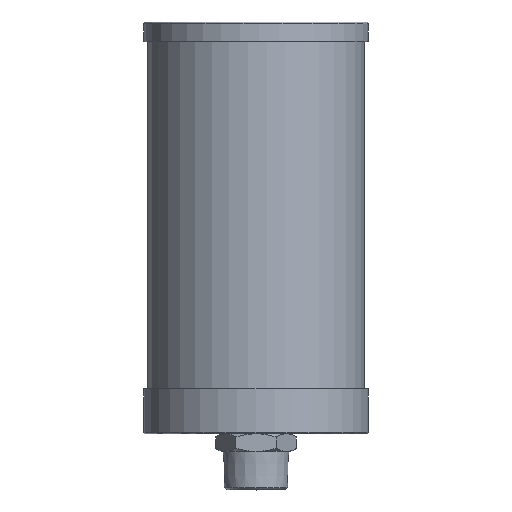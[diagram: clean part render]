
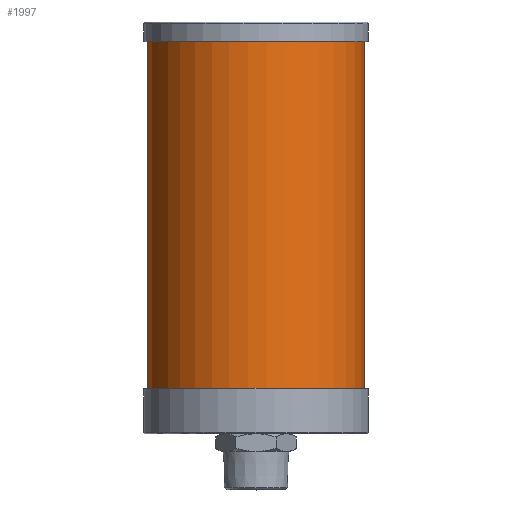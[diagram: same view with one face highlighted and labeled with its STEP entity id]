
A CAD part, top view. The second image highlights one B-rep face of the part: STEP entity #1997.
In plain terms, the highlighted cylindrical face has radius 55 mm (diameter 110 mm), a full revolution.
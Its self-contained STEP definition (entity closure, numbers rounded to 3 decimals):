
#349 = CYLINDRICAL_SURFACE ( 'NONE', #3793, 55. ) ;
#379 = DIRECTION ( 'NONE',  ( 0., -1., 0. ) ) ;
#787 = AXIS2_PLACEMENT_3D ( 'NONE', #1041, #4126, #3383 ) ;
#1041 = CARTESIAN_POINT ( 'NONE',  ( 0., 211.5, 0. ) ) ;
#1067 = DIRECTION ( 'NONE',  ( -0.245, 0., 0.969 ) ) ;
#1626 = CIRCLE ( 'NONE', #3796, 55. ) ;
#1826 = ORIENTED_EDGE ( 'NONE', *, *, #2208, .T. ) ;
#1997 = ADVANCED_FACE ( 'NONE', ( #3426, #4143 ), #349, .T. ) ;
#2107 = CARTESIAN_POINT ( 'NONE',  ( 0., 17.5, 0. ) ) ;
#2208 = EDGE_CURVE ( 'NONE', #3931, #3931, #1626, .T. ) ;
#2355 = EDGE_LOOP ( 'NONE', ( #1826 ) ) ;
#2654 = DIRECTION ( 'NONE',  ( 0.245, 0., -0.969 ) ) ;
#2851 = CARTESIAN_POINT ( 'NONE',  ( -13.498, 17.5, 53.318 ) ) ;
#2877 = VERTEX_POINT ( 'NONE', #4423 ) ;
#2975 = CIRCLE ( 'NONE', #787, 55. ) ;
#2995 = DIRECTION ( 'NONE',  ( 0., 1., 0. ) ) ;
#3383 = DIRECTION ( 'NONE',  ( -0.245, 0., 0.969 ) ) ;
#3426 = FACE_OUTER_BOUND ( 'NONE', #4538, .T. ) ;
#3533 = EDGE_CURVE ( 'NONE', #2877, #2877, #2975, .T. ) ;
#3577 = ORIENTED_EDGE ( 'NONE', *, *, #3533, .F. ) ;
#3793 = AXIS2_PLACEMENT_3D ( 'NONE', #4969, #379, #2654 ) ;
#3796 = AXIS2_PLACEMENT_3D ( 'NONE', #2107, #2995, #1067 ) ;
#3931 = VERTEX_POINT ( 'NONE', #2851 ) ;
#4126 = DIRECTION ( 'NONE',  ( 0., 1., 0. ) ) ;
#4143 = FACE_OUTER_BOUND ( 'NONE', #2355, .T. ) ;
#4423 = CARTESIAN_POINT ( 'NONE',  ( -13.498, 211.5, 53.318 ) ) ;
#4538 = EDGE_LOOP ( 'NONE', ( #3577 ) ) ;
#4969 = CARTESIAN_POINT ( 'NONE',  ( 0., 211.5, 0. ) ) ;
